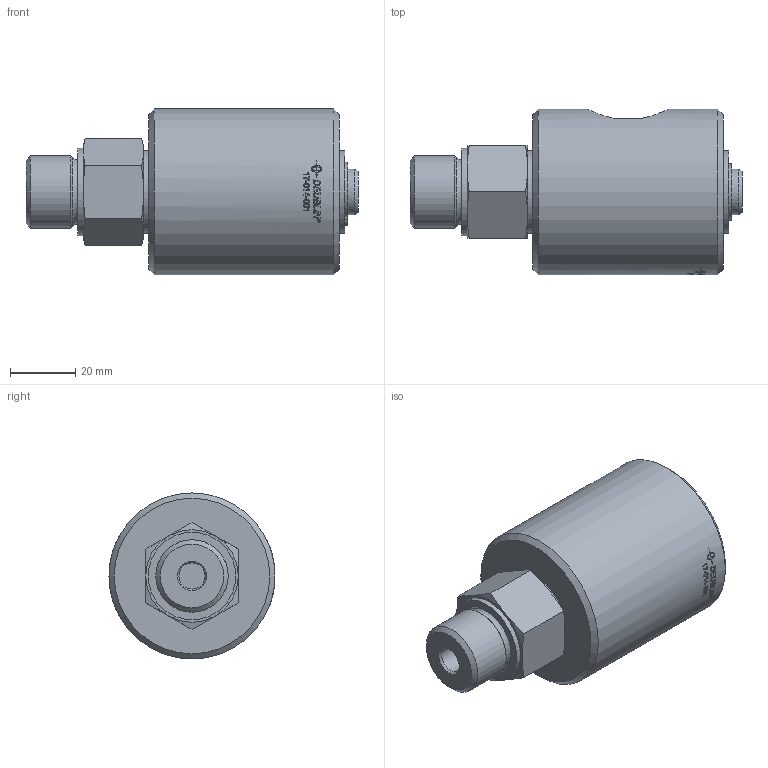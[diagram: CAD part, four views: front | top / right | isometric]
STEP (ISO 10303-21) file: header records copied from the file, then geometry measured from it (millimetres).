
FILE_DESCRIPTION(/* description */ (''),/* implementation_level */ '2;1');
FILE_NAME(/* name */ '17-014-001-IC.stp',/* time_stamp */ '2020-05-21T13:12:46-05:00',/* author */ ('manton'),/* organization */ (''),/* preprocessor_version */ 'ST-DEVELOPER v18',/* originating_system */ 'Autodesk Inventor 2020',/* authorisation */ '');
FILE_SCHEMA (('AUTOMOTIVE_DESIGN { 1 0 10303 214 3 1 1 }'));
Products named in the file (1): 17-014-001-IC
Bounding box: 101.6 x 50.8 x 50.8 mm (x, y, z)
Volume: 135418.2 mm3; surface area: 18281.2 mm2
Topology: 1 solids, 1 shells, 308 faces, 807 edges, 542 vertices
Faces by surface type: bspline 133, plane 111, cylinder 52, cone 11, torus 1
Full cylindrical faces by diameter (mm): 1.7 x2, 8 x1, 12.751 x1, 13.995 x1, 22.184 x1, 22.2 x1, 25.4 x2, 26.8 x1, 50.8 x1
Entity records: 38387 total; most frequent: CARTESIAN_POINT 31178, ORIENTED_EDGE 1614, DIRECTION 1203, EDGE_CURVE 807, VERTEX_POINT 542, AXIS2_PLACEMENT_3D 442, EDGE_LOOP 349, LINE 319
